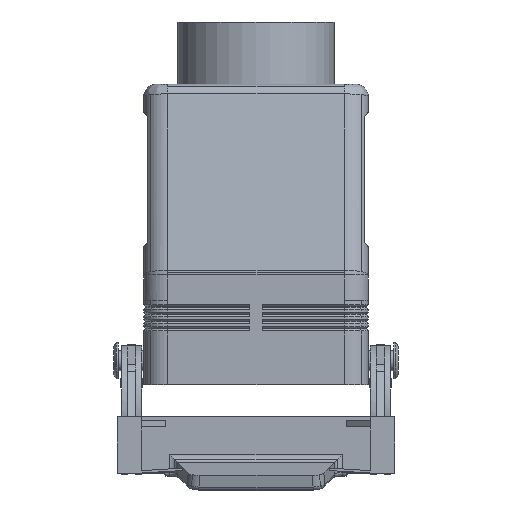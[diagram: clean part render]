
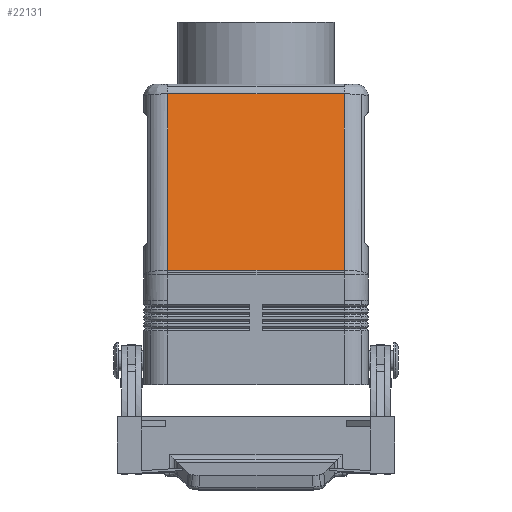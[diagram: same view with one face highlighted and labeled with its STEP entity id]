
A CAD part, left-side view. The second image highlights one B-rep face of the part: STEP entity #22131.
In plain terms, the highlighted planar face has unit normal (-0.982, 0, 0.188).
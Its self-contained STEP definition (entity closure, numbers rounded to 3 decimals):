
#4268=CARTESIAN_POINT('',(-32.466,22.,72.564));
#4269=VERTEX_POINT('',#4268);
#4277=CARTESIAN_POINT('',(-32.466,-22.,72.564));
#4278=VERTEX_POINT('',#4277);
#4279=CARTESIAN_POINT('',(-32.466,22.,72.564));
#4280=DIRECTION('',(0.0,-1.0,0.0));
#4281=VECTOR('',#4280,44.0);
#4282=LINE('',#4279,#4281);
#4283=EDGE_CURVE('',#4269,#4278,#4282,.T.);
#21041=CARTESIAN_POINT('',(-40.893,-22.,28.559));
#21042=VERTEX_POINT('',#21041);
#21076=CARTESIAN_POINT('',(-40.893,22.,28.559));
#21077=VERTEX_POINT('',#21076);
#21078=CARTESIAN_POINT('',(-40.893,-22.,28.559));
#21079=DIRECTION('',(0.0,1.0,0.0));
#21080=VECTOR('',#21079,44.0);
#21081=LINE('',#21078,#21080);
#21082=EDGE_CURVE('',#21042,#21077,#21081,.T.);
#21203=CARTESIAN_POINT('',(-32.466,-22.,72.564));
#21204=DIRECTION('',(-0.188,0.0,-0.982));
#21205=VECTOR('',#21204,44.805);
#21206=LINE('',#21203,#21205);
#21207=EDGE_CURVE('',#4278,#21042,#21206,.T.);
#21597=CARTESIAN_POINT('',(-40.893,22.,28.559));
#21598=DIRECTION('',(0.188,0.0,0.982));
#21599=VECTOR('',#21598,44.805);
#21600=LINE('',#21597,#21599);
#21601=EDGE_CURVE('',#21077,#4269,#21600,.T.);
#22120=CARTESIAN_POINT('',(-32.0,0.0,75.0));
#22121=DIRECTION('',(-0.982,0.0,0.188));
#22122=DIRECTION('',(0.188,0.0,0.982));
#22123=AXIS2_PLACEMENT_3D('',#22120,#22121,#22122);
#22124=PLANE('',#22123);
#22125=ORIENTED_EDGE('',*,*,#21082,.F.);
#22126=ORIENTED_EDGE('',*,*,#21207,.F.);
#22127=ORIENTED_EDGE('',*,*,#4283,.F.);
#22128=ORIENTED_EDGE('',*,*,#21601,.F.);
#22129=EDGE_LOOP('',(#22125,#22126,#22127,#22128));
#22130=FACE_OUTER_BOUND('',#22129,.T.);
#22131=ADVANCED_FACE('',(#22130),#22124,.T.);
